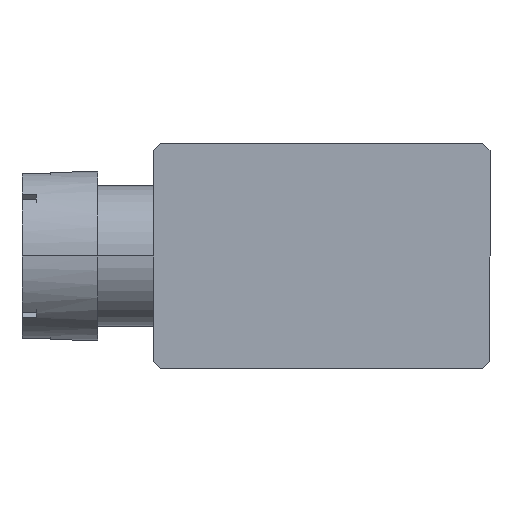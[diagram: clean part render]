
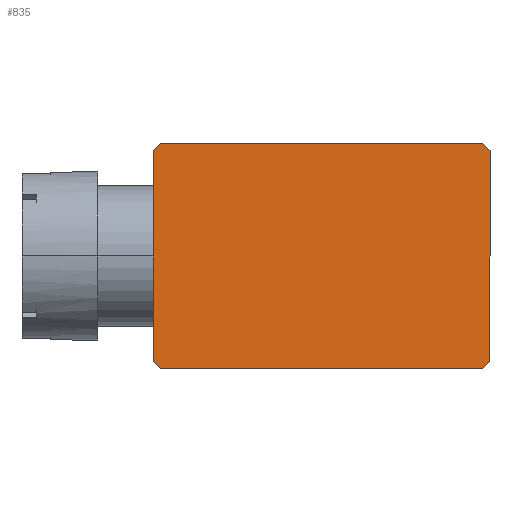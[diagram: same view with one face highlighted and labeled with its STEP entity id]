
A CAD part, left-side view. The second image highlights one B-rep face of the part: STEP entity #835.
In plain terms, the highlighted face is planar.
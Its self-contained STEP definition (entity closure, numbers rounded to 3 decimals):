
#68 = ORIENTED_EDGE ( 'NONE', *, *, #945, .T. ) ;
#102 = VECTOR ( 'NONE', #2284, 1000. ) ;
#189 = EDGE_LOOP ( 'NONE', ( #202, #68, #249, #712, #695, #1636, #263, #364 ) ) ;
#202 = ORIENTED_EDGE ( 'NONE', *, *, #554, .T. ) ;
#216 = LINE ( 'NONE', #1316, #102 ) ;
#249 = ORIENTED_EDGE ( 'NONE', *, *, #856, .T. ) ;
#263 = ORIENTED_EDGE ( 'NONE', *, *, #279, .T. ) ;
#279 = EDGE_CURVE ( 'NONE', #4268, #326, #3858, .T. ) ;
#281 = CARTESIAN_POINT ( 'NONE',  ( -4., 6., 28.5 ) ) ;
#326 = VERTEX_POINT ( 'NONE', #649 ) ;
#364 = ORIENTED_EDGE ( 'NONE', *, *, #993, .T. ) ;
#377 = DIRECTION ( 'NONE',  ( 1., 0., 0. ) ) ;
#405 = DIRECTION ( 'NONE',  ( 1., 0., 0. ) ) ;
#552 = VECTOR ( 'NONE', #1610, 1000. ) ;
#554 = EDGE_CURVE ( 'NONE', #857, #1780, #2276, .T. ) ;
#649 = CARTESIAN_POINT ( 'NONE',  ( -3.75, 6., 28.5 ) ) ;
#688 = CARTESIAN_POINT ( 'NONE',  ( -4., -6., 28.5 ) ) ;
#695 = ORIENTED_EDGE ( 'NONE', *, *, #708, .T. ) ;
#708 = EDGE_CURVE ( 'NONE', #2061, #982, #2923, .T. ) ;
#712 = ORIENTED_EDGE ( 'NONE', *, *, #969, .T. ) ;
#739 = CARTESIAN_POINT ( 'NONE',  ( -4., 6., 28.5 ) ) ;
#768 = DIRECTION ( 'NONE',  ( -1., 0., 0. ) ) ;
#835 = ADVANCED_FACE ( 'NONE', ( #1419 ), #3957, .T. ) ;
#856 = EDGE_CURVE ( 'NONE', #2161, #974, #2867, .T. ) ;
#857 = VERTEX_POINT ( 'NONE', #2080 ) ;
#945 = EDGE_CURVE ( 'NONE', #1780, #2161, #1466, .T. ) ;
#969 = EDGE_CURVE ( 'NONE', #974, #2061, #3699, .T. ) ;
#974 = VERTEX_POINT ( 'NONE', #1949 ) ;
#976 = EDGE_CURVE ( 'NONE', #982, #4268, #2112, .T. ) ;
#982 = VERTEX_POINT ( 'NONE', #2549 ) ;
#993 = EDGE_CURVE ( 'NONE', #326, #857, #216, .T. ) ;
#1167 = VECTOR ( 'NONE', #2272, 1000. ) ;
#1174 = VECTOR ( 'NONE', #1229, 1000. ) ;
#1229 = DIRECTION ( 'NONE',  ( 0., 1., 0. ) ) ;
#1237 = CARTESIAN_POINT ( 'NONE',  ( -4., -5.75, 28.5 ) ) ;
#1316 = CARTESIAN_POINT ( 'NONE',  ( -9.875, -0.125, 28.5 ) ) ;
#1419 = FACE_OUTER_BOUND ( 'NONE', #189, .T. ) ;
#1466 = LINE ( 'NONE', #4145, #552 ) ;
#1610 = DIRECTION ( 'NONE',  ( 0.707, -0.707, 0. ) ) ;
#1636 = ORIENTED_EDGE ( 'NONE', *, *, #976, .T. ) ;
#1641 = DIRECTION ( 'NONE',  ( 0.707, 0.707, 0. ) ) ;
#1780 = VERTEX_POINT ( 'NONE', #1237 ) ;
#1892 = CARTESIAN_POINT ( 'NONE',  ( 3.75, 6., 28.5 ) ) ;
#1949 = CARTESIAN_POINT ( 'NONE',  ( 3.75, -6., 28.5 ) ) ;
#2061 = VERTEX_POINT ( 'NONE', #3853 ) ;
#2080 = CARTESIAN_POINT ( 'NONE',  ( -4., 5.75, 28.5 ) ) ;
#2112 = LINE ( 'NONE', #3518, #1167 ) ;
#2161 = VERTEX_POINT ( 'NONE', #3263 ) ;
#2173 = VECTOR ( 'NONE', #405, 1000. ) ;
#2272 = DIRECTION ( 'NONE',  ( -0.707, 0.707, 0. ) ) ;
#2276 = LINE ( 'NONE', #281, #3854 ) ;
#2284 = DIRECTION ( 'NONE',  ( -0.707, -0.707, 0. ) ) ;
#2366 = DIRECTION ( 'NONE',  ( 0., 0., 1. ) ) ;
#2386 = CARTESIAN_POINT ( 'NONE',  ( -4., -6., 28.5 ) ) ;
#2539 = CARTESIAN_POINT ( 'NONE',  ( -0.125, -9.875, 28.5 ) ) ;
#2549 = CARTESIAN_POINT ( 'NONE',  ( 4., 5.75, 28.5 ) ) ;
#2823 = VECTOR ( 'NONE', #1641, 1000. ) ;
#2867 = LINE ( 'NONE', #2386, #2173 ) ;
#2882 = DIRECTION ( 'NONE',  ( 0., -1., 0. ) ) ;
#2923 = LINE ( 'NONE', #3771, #1174 ) ;
#2990 = VECTOR ( 'NONE', #768, 1000. ) ;
#3263 = CARTESIAN_POINT ( 'NONE',  ( -3.75, -6., 28.5 ) ) ;
#3518 = CARTESIAN_POINT ( 'NONE',  ( 5.875, 3.875, 28.5 ) ) ;
#3699 = LINE ( 'NONE', #2539, #2823 ) ;
#3771 = CARTESIAN_POINT ( 'NONE',  ( 4., 6., 28.5 ) ) ;
#3853 = CARTESIAN_POINT ( 'NONE',  ( 4., -5.75, 28.5 ) ) ;
#3854 = VECTOR ( 'NONE', #2882, 1000. ) ;
#3858 = LINE ( 'NONE', #739, #2990 ) ;
#3957 = PLANE ( 'NONE',  #4271 ) ;
#4145 = CARTESIAN_POINT ( 'NONE',  ( -3.875, -5.875, 28.5 ) ) ;
#4268 = VERTEX_POINT ( 'NONE', #1892 ) ;
#4271 = AXIS2_PLACEMENT_3D ( 'NONE', #688, #2366, #377 ) ;
